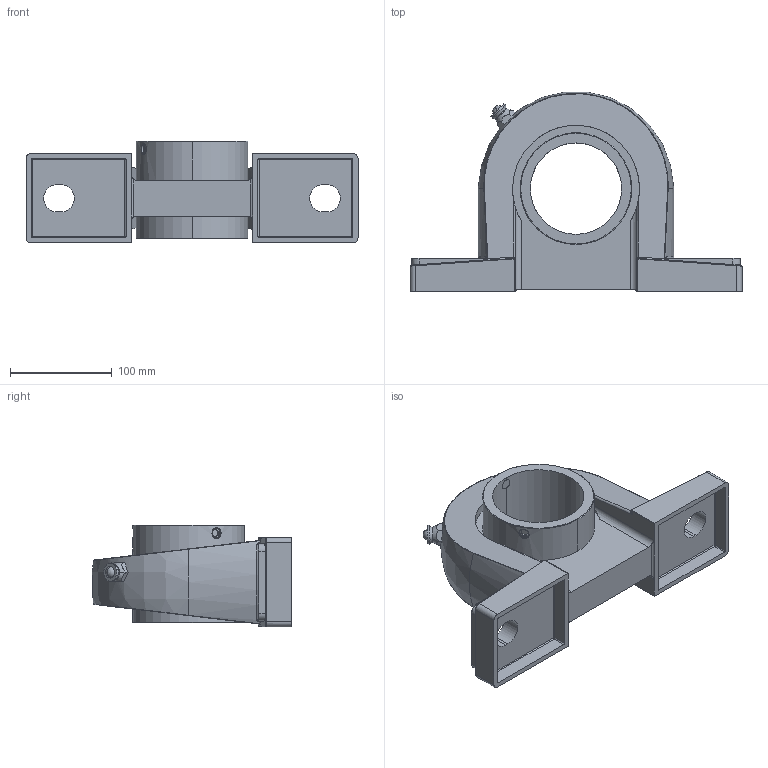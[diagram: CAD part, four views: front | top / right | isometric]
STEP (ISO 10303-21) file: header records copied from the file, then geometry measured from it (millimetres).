
FILE_DESCRIPTION (( 'STEP AP203' ), '1' );
FILE_NAME ('UCP218-FKB_203.STEP', '2014-11-10T03:07:57', ( '' ), ( '' ), 'SwSTEP 2.0', 'SolidWorks 2010', '' );
FILE_SCHEMA (( 'CONFIG_CONTROL_DESIGN' ));
Length unit declared in the file: millimetre
Products named in the file (1): UCP218-FKB_203
Bounding box: 327 x 196.81 x 100.3 mm (x, y, z)
Volume: 1739080.6 mm3; surface area: 197535.9 mm2
Topology: 1 solids, 1 shells, 243 faces, 584 edges, 337 vertices
Faces by surface type: cylinder 94, plane 68, bspline 42, torus 15, cone 14, sphere 10
Entity records: 14145 total; most frequent: CARTESIAN_POINT 8803, ORIENTED_EDGE 1136, DIRECTION 1052, EDGE_CURVE 568, AXIS2_PLACEMENT_3D 402, VERTEX_POINT 337, EDGE_LOOP 259, VECTOR 248
